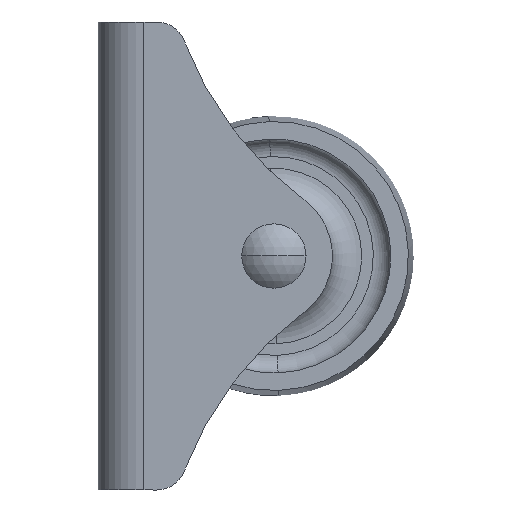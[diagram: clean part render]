
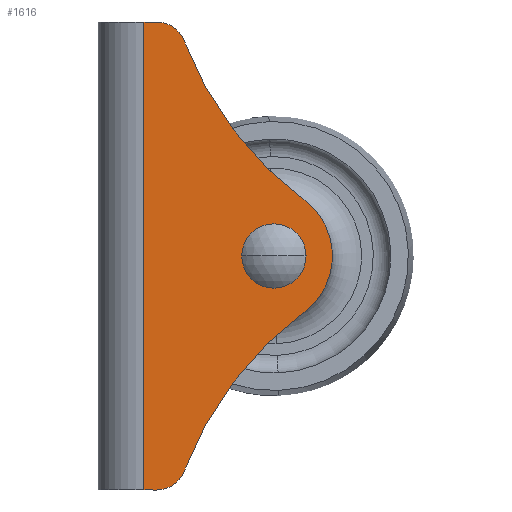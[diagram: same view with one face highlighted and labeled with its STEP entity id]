
A CAD part, left-side view. The second image highlights one B-rep face of the part: STEP entity #1616.
In plain terms, the highlighted face is planar.
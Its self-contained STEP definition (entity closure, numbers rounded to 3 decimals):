
#10 = FACE_OUTER_BOUND ( 'NONE', #1122, .T. ) ;
#24 = ORIENTED_EDGE ( 'NONE', *, *, #2079, .T. ) ;
#32 = DIRECTION ( 'NONE',  ( 0., -1., 0. ) ) ;
#102 = EDGE_CURVE ( 'NONE', #1017, #583, #229, .T. ) ;
#105 = DIRECTION ( 'NONE',  ( 0., 1., 0. ) ) ;
#107 = DIRECTION ( 'NONE',  ( 0., -1., 0. ) ) ;
#109 = VECTOR ( 'NONE', #1637, 1000. ) ;
#142 = DIRECTION ( 'NONE',  ( 0., 0., 1. ) ) ;
#161 = CARTESIAN_POINT ( 'NONE',  ( -28.932, -20.423, 17. ) ) ;
#222 = CARTESIAN_POINT ( 'NONE',  ( 0., 2.25, 17. ) ) ;
#229 = CIRCLE ( 'NONE', #1477, 30. ) ;
#281 = CARTESIAN_POINT ( 'NONE',  ( -17.5, 11.103, 17. ) ) ;
#282 = CARTESIAN_POINT ( 'NONE',  ( 18.379, 7.66, 17. ) ) ;
#320 = ORIENTED_EDGE ( 'NONE', *, *, #2221, .T. ) ;
#353 = DIRECTION ( 'NONE',  ( 0., -1., 0. ) ) ;
#408 = CIRCLE ( 'NONE', #1536, 6. ) ;
#418 = CARTESIAN_POINT ( 'NONE',  ( -4.822, -2.571, 17. ) ) ;
#486 = VERTEX_POINT ( 'NONE', #725 ) ;
#514 = VERTEX_POINT ( 'NONE', #924 ) ;
#561 = EDGE_CURVE ( 'NONE', #653, #1009, #737, .T. ) ;
#583 = VERTEX_POINT ( 'NONE', #418 ) ;
#594 = VERTEX_POINT ( 'NONE', #1576 ) ;
#604 = LINE ( 'NONE', #281, #109 ) ;
#626 = AXIS2_PLACEMENT_3D ( 'NONE', #2437, #1261, #107 ) ;
#653 = VERTEX_POINT ( 'NONE', #1960 ) ;
#670 = CARTESIAN_POINT ( 'NONE',  ( -18.379, 7.66, 17. ) ) ;
#673 = DIRECTION ( 'NONE',  ( 0., 0., 1. ) ) ;
#674 = EDGE_CURVE ( 'NONE', #594, #514, #1524, .T. ) ;
#725 = CARTESIAN_POINT ( 'NONE',  ( -20., 11.103, 17. ) ) ;
#737 = CIRCLE ( 'NONE', #1773, 30. ) ;
#803 = ORIENTED_EDGE ( 'NONE', *, *, #102, .T. ) ;
#808 = EDGE_CURVE ( 'NONE', #2313, #2320, #1877, .T. ) ;
#924 = CARTESIAN_POINT ( 'NONE',  ( 20., 11.103, 17. ) ) ;
#930 = DIRECTION ( 'NONE',  ( 0., 0., 1. ) ) ;
#969 = DIRECTION ( 'NONE',  ( 0., -1., 0. ) ) ;
#995 = CARTESIAN_POINT ( 'NONE',  ( -17.5, 10., 17. ) ) ;
#1009 = VERTEX_POINT ( 'NONE', #282 ) ;
#1010 = EDGE_CURVE ( 'NONE', #2320, #2313, #1438, .T. ) ;
#1017 = VERTEX_POINT ( 'NONE', #670 ) ;
#1096 = DIRECTION ( 'NONE',  ( 0., -1., 0. ) ) ;
#1107 = AXIS2_PLACEMENT_3D ( 'NONE', #995, #2358, #1188 ) ;
#1119 = AXIS2_PLACEMENT_3D ( 'NONE', #1541, #2139, #969 ) ;
#1122 = EDGE_LOOP ( 'NONE', ( #2203, #320, #2124, #1732, #803, #24, #1166, #1888 ) ) ;
#1131 = CIRCLE ( 'NONE', #2117, 2.5 ) ;
#1143 = VERTEX_POINT ( 'NONE', #2156 ) ;
#1166 = ORIENTED_EDGE ( 'NONE', *, *, #561, .T. ) ;
#1184 = DIRECTION ( 'NONE',  ( 0., 0., -1. ) ) ;
#1188 = DIRECTION ( 'NONE',  ( 0., -1., 0. ) ) ;
#1254 = CARTESIAN_POINT ( 'NONE',  ( 20., 10., 17. ) ) ;
#1261 = DIRECTION ( 'NONE',  ( 0., 0., 1. ) ) ;
#1293 = CARTESIAN_POINT ( 'NONE',  ( 0., 1., 17. ) ) ;
#1332 = AXIS2_PLACEMENT_3D ( 'NONE', #1854, #673, #2044 ) ;
#1400 = EDGE_CURVE ( 'NONE', #486, #1143, #2371, .T. ) ;
#1438 = CIRCLE ( 'NONE', #626, 2.25 ) ;
#1477 = AXIS2_PLACEMENT_3D ( 'NONE', #161, #1502, #353 ) ;
#1489 = DIRECTION ( 'NONE',  ( 0., -1., 0. ) ) ;
#1502 = DIRECTION ( 'NONE',  ( 0., 0., -1. ) ) ;
#1524 = LINE ( 'NONE', #1254, #2057 ) ;
#1536 = AXIS2_PLACEMENT_3D ( 'NONE', #1293, #142, #1489 ) ;
#1541 = CARTESIAN_POINT ( 'NONE',  ( -17.5, 10., 17. ) ) ;
#1576 = CARTESIAN_POINT ( 'NONE',  ( 20., 10., 17. ) ) ;
#1616 = ADVANCED_FACE ( 'NONE', ( #1952, #10 ), #1943, .T. ) ;
#1633 = ORIENTED_EDGE ( 'NONE', *, *, #808, .F. ) ;
#1637 = DIRECTION ( 'NONE',  ( -1., 0., 0. ) ) ;
#1732 = ORIENTED_EDGE ( 'NONE', *, *, #2314, .T. ) ;
#1773 = AXIS2_PLACEMENT_3D ( 'NONE', #2354, #1184, #32 ) ;
#1854 = CARTESIAN_POINT ( 'NONE',  ( 0., 0., 17. ) ) ;
#1875 = VECTOR ( 'NONE', #1096, 1000. ) ;
#1877 = CIRCLE ( 'NONE', #1332, 2.25 ) ;
#1878 = EDGE_CURVE ( 'NONE', #1009, #594, #1131, .T. ) ;
#1888 = ORIENTED_EDGE ( 'NONE', *, *, #1878, .T. ) ;
#1943 = PLANE ( 'NONE',  #1119 ) ;
#1952 = FACE_BOUND ( 'NONE', #2355, .T. ) ;
#1960 = CARTESIAN_POINT ( 'NONE',  ( 4.822, -2.571, 17. ) ) ;
#2044 = DIRECTION ( 'NONE',  ( 0., -1., 0. ) ) ;
#2057 = VECTOR ( 'NONE', #105, 1000. ) ;
#2079 = EDGE_CURVE ( 'NONE', #583, #653, #408, .T. ) ;
#2091 = CARTESIAN_POINT ( 'NONE',  ( 17.5, 10., 17. ) ) ;
#2117 = AXIS2_PLACEMENT_3D ( 'NONE', #2091, #930, #2286 ) ;
#2124 = ORIENTED_EDGE ( 'NONE', *, *, #1400, .T. ) ;
#2139 = DIRECTION ( 'NONE',  ( 0., 0., 1. ) ) ;
#2155 = CARTESIAN_POINT ( 'NONE',  ( 0., -2.25, 17. ) ) ;
#2156 = CARTESIAN_POINT ( 'NONE',  ( -20., 10., 17. ) ) ;
#2203 = ORIENTED_EDGE ( 'NONE', *, *, #674, .T. ) ;
#2221 = EDGE_CURVE ( 'NONE', #514, #486, #604, .T. ) ;
#2262 = CARTESIAN_POINT ( 'NONE',  ( -20., 10., 17. ) ) ;
#2286 = DIRECTION ( 'NONE',  ( 0., -1., 0. ) ) ;
#2313 = VERTEX_POINT ( 'NONE', #2155 ) ;
#2314 = EDGE_CURVE ( 'NONE', #1143, #1017, #2501, .T. ) ;
#2320 = VERTEX_POINT ( 'NONE', #222 ) ;
#2354 = CARTESIAN_POINT ( 'NONE',  ( 28.932, -20.423, 17. ) ) ;
#2355 = EDGE_LOOP ( 'NONE', ( #2360, #1633 ) ) ;
#2358 = DIRECTION ( 'NONE',  ( 0., 0., 1. ) ) ;
#2360 = ORIENTED_EDGE ( 'NONE', *, *, #1010, .F. ) ;
#2371 = LINE ( 'NONE', #2262, #1875 ) ;
#2437 = CARTESIAN_POINT ( 'NONE',  ( 0., 0., 17. ) ) ;
#2501 = CIRCLE ( 'NONE', #1107, 2.5 ) ;
